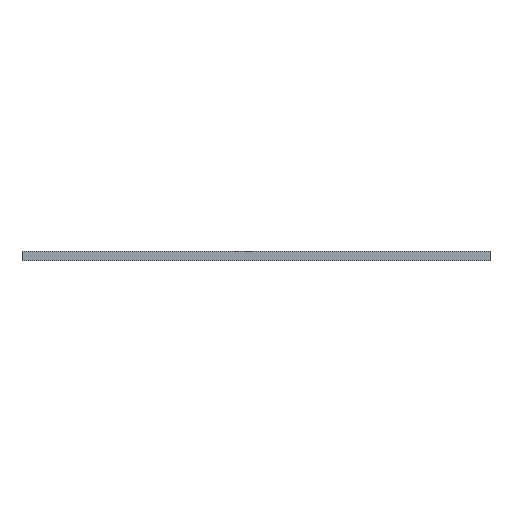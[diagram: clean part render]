
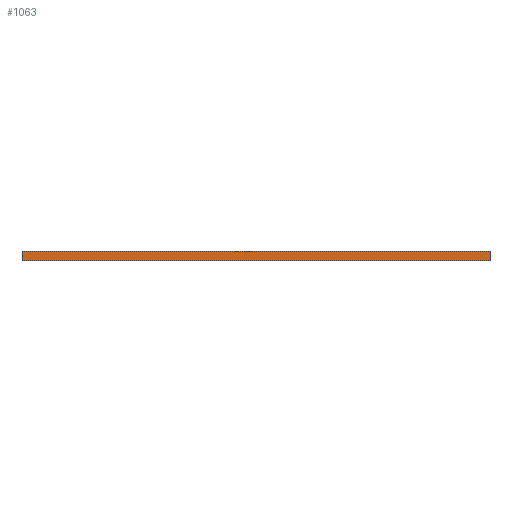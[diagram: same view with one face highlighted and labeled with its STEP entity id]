
A CAD part, front view. The second image highlights one B-rep face of the part: STEP entity #1063.
In plain terms, the highlighted planar face has unit normal (0, -1, 0).
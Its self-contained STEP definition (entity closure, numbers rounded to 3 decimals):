
#227=FACE_OUTER_BOUND('',#290,.T.);
#290=EDGE_LOOP('',(#915,#916,#917,#918));
#403=LINE('',#1787,#471);
#404=LINE('',#1789,#472);
#405=LINE('',#1791,#473);
#406=LINE('',#1792,#474);
#471=VECTOR('',#1500,10.);
#472=VECTOR('',#1501,10.);
#473=VECTOR('',#1502,10.);
#474=VECTOR('',#1503,10.);
#571=VERTEX_POINT('',#1785);
#572=VERTEX_POINT('',#1786);
#573=VERTEX_POINT('',#1788);
#574=VERTEX_POINT('',#1790);
#707=EDGE_CURVE('',#571,#572,#403,.T.);
#708=EDGE_CURVE('',#572,#573,#404,.T.);
#709=EDGE_CURVE('',#574,#573,#405,.T.);
#710=EDGE_CURVE('',#571,#574,#406,.T.);
#915=ORIENTED_EDGE('',*,*,#707,.T.);
#916=ORIENTED_EDGE('',*,*,#708,.T.);
#917=ORIENTED_EDGE('',*,*,#709,.F.);
#918=ORIENTED_EDGE('',*,*,#710,.F.);
#1012=PLANE('',#1200);
#1063=ADVANCED_FACE('',(#227),#1012,.T.);
#1200=AXIS2_PLACEMENT_3D('',#1784,#1498,#1499);
#1498=DIRECTION('center_axis',(0.,-1.,0.));
#1499=DIRECTION('ref_axis',(1.,0.,0.));
#1500=DIRECTION('',(1.,0.,0.));
#1501=DIRECTION('',(0.,0.,1.));
#1502=DIRECTION('',(1.,0.,0.));
#1503=DIRECTION('',(0.,0.,1.));
#1784=CARTESIAN_POINT('Origin',(-440.,-422.75,0.));
#1785=CARTESIAN_POINT('',(-440.,-422.75,0.));
#1786=CARTESIAN_POINT('',(440.,-422.75,0.));
#1787=CARTESIAN_POINT('',(-440.,-422.75,0.));
#1788=CARTESIAN_POINT('',(440.,-422.75,18.));
#1789=CARTESIAN_POINT('',(440.,-422.75,0.));
#1790=CARTESIAN_POINT('',(-440.,-422.75,18.));
#1791=CARTESIAN_POINT('',(-440.,-422.75,18.));
#1792=CARTESIAN_POINT('',(-440.,-422.75,0.));
